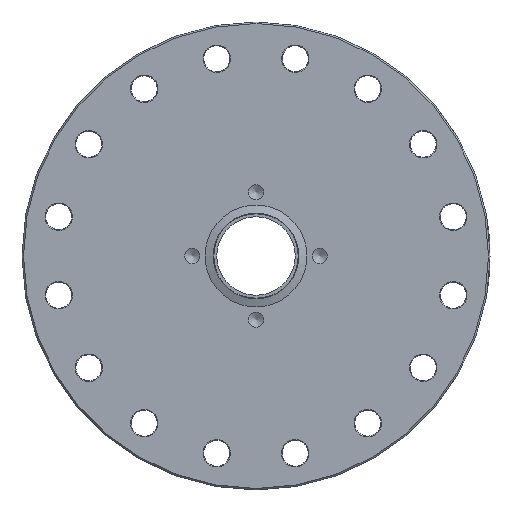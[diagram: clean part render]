
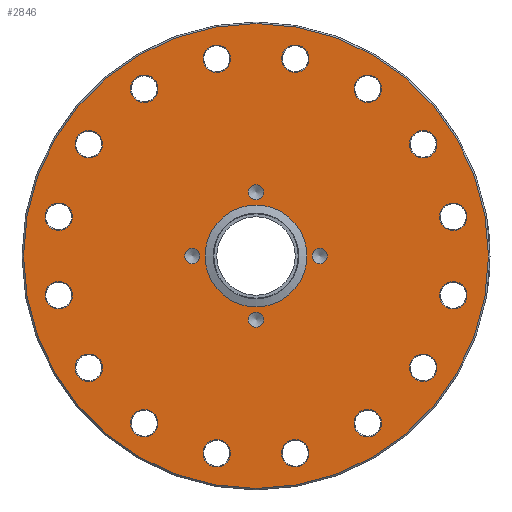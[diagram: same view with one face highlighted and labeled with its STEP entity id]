
A CAD part, front view. The second image highlights one B-rep face of the part: STEP entity #2846.
In plain terms, the highlighted planar face has unit normal (0, -1, 0).
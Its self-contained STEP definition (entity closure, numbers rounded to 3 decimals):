
#215=FACE_BOUND('',#508,.T.);
#216=FACE_BOUND('',#509,.T.);
#217=FACE_BOUND('',#510,.T.);
#218=FACE_BOUND('',#511,.T.);
#219=FACE_BOUND('',#512,.T.);
#220=FACE_BOUND('',#513,.T.);
#221=FACE_BOUND('',#514,.T.);
#222=FACE_BOUND('',#515,.T.);
#223=FACE_BOUND('',#516,.T.);
#224=FACE_BOUND('',#517,.T.);
#225=FACE_BOUND('',#518,.T.);
#226=FACE_BOUND('',#519,.T.);
#227=FACE_BOUND('',#520,.T.);
#228=FACE_BOUND('',#521,.T.);
#229=FACE_BOUND('',#522,.T.);
#230=FACE_BOUND('',#523,.T.);
#231=FACE_BOUND('',#524,.T.);
#232=FACE_BOUND('',#525,.T.);
#233=FACE_BOUND('',#526,.T.);
#234=FACE_BOUND('',#527,.T.);
#235=FACE_BOUND('',#528,.T.);
#261=PLANE('',#3047);
#340=FACE_OUTER_BOUND('',#507,.T.);
#507=EDGE_LOOP('',(#1941));
#508=EDGE_LOOP('',(#1942));
#509=EDGE_LOOP('',(#1943));
#510=EDGE_LOOP('',(#1944));
#511=EDGE_LOOP('',(#1945));
#512=EDGE_LOOP('',(#1946));
#513=EDGE_LOOP('',(#1947));
#514=EDGE_LOOP('',(#1948));
#515=EDGE_LOOP('',(#1949));
#516=EDGE_LOOP('',(#1950));
#517=EDGE_LOOP('',(#1951));
#518=EDGE_LOOP('',(#1952));
#519=EDGE_LOOP('',(#1953));
#520=EDGE_LOOP('',(#1954));
#521=EDGE_LOOP('',(#1955));
#522=EDGE_LOOP('',(#1956));
#523=EDGE_LOOP('',(#1957));
#524=EDGE_LOOP('',(#1958));
#525=EDGE_LOOP('',(#1959));
#526=EDGE_LOOP('',(#1960));
#527=EDGE_LOOP('',(#1961));
#528=EDGE_LOOP('',(#1962));
#1046=CIRCLE('',#3030,2.459);
#1048=CIRCLE('',#3034,2.459);
#1050=CIRCLE('',#3038,2.459);
#1052=CIRCLE('',#3042,2.459);
#1055=CIRCLE('',#3046,75.3);
#1056=CIRCLE('',#3048,4.45);
#1057=CIRCLE('',#3049,4.45);
#1058=CIRCLE('',#3050,4.45);
#1059=CIRCLE('',#3051,4.45);
#1060=CIRCLE('',#3052,4.45);
#1061=CIRCLE('',#3053,4.45);
#1062=CIRCLE('',#3054,4.45);
#1063=CIRCLE('',#3055,4.45);
#1064=CIRCLE('',#3056,16.51);
#1065=CIRCLE('',#3057,4.45);
#1066=CIRCLE('',#3058,4.45);
#1067=CIRCLE('',#3059,4.45);
#1068=CIRCLE('',#3060,4.45);
#1069=CIRCLE('',#3061,4.45);
#1070=CIRCLE('',#3062,4.45);
#1071=CIRCLE('',#3063,4.45);
#1072=CIRCLE('',#3064,4.45);
#1177=VERTEX_POINT('',#3935);
#1180=VERTEX_POINT('',#3944);
#1183=VERTEX_POINT('',#3953);
#1186=VERTEX_POINT('',#3962);
#1189=VERTEX_POINT('',#3970);
#1190=VERTEX_POINT('',#3974);
#1191=VERTEX_POINT('',#3976);
#1192=VERTEX_POINT('',#3978);
#1193=VERTEX_POINT('',#3980);
#1194=VERTEX_POINT('',#3982);
#1195=VERTEX_POINT('',#3984);
#1196=VERTEX_POINT('',#3986);
#1197=VERTEX_POINT('',#3988);
#1198=VERTEX_POINT('',#3990);
#1199=VERTEX_POINT('',#3992);
#1200=VERTEX_POINT('',#3994);
#1201=VERTEX_POINT('',#3996);
#1202=VERTEX_POINT('',#3998);
#1203=VERTEX_POINT('',#4000);
#1204=VERTEX_POINT('',#4002);
#1205=VERTEX_POINT('',#4004);
#1206=VERTEX_POINT('',#4006);
#1467=EDGE_CURVE('',#1177,#1177,#1046,.T.);
#1471=EDGE_CURVE('',#1180,#1180,#1048,.T.);
#1475=EDGE_CURVE('',#1183,#1183,#1050,.T.);
#1479=EDGE_CURVE('',#1186,#1186,#1052,.T.);
#1484=EDGE_CURVE('',#1189,#1189,#1055,.T.);
#1485=EDGE_CURVE('',#1190,#1190,#1056,.T.);
#1486=EDGE_CURVE('',#1191,#1191,#1057,.T.);
#1487=EDGE_CURVE('',#1192,#1192,#1058,.T.);
#1488=EDGE_CURVE('',#1193,#1193,#1059,.T.);
#1489=EDGE_CURVE('',#1194,#1194,#1060,.T.);
#1490=EDGE_CURVE('',#1195,#1195,#1061,.T.);
#1491=EDGE_CURVE('',#1196,#1196,#1062,.T.);
#1492=EDGE_CURVE('',#1197,#1197,#1063,.T.);
#1493=EDGE_CURVE('',#1198,#1198,#1064,.T.);
#1494=EDGE_CURVE('',#1199,#1199,#1065,.T.);
#1495=EDGE_CURVE('',#1200,#1200,#1066,.T.);
#1496=EDGE_CURVE('',#1201,#1201,#1067,.T.);
#1497=EDGE_CURVE('',#1202,#1202,#1068,.T.);
#1498=EDGE_CURVE('',#1203,#1203,#1069,.T.);
#1499=EDGE_CURVE('',#1204,#1204,#1070,.T.);
#1500=EDGE_CURVE('',#1205,#1205,#1071,.T.);
#1501=EDGE_CURVE('',#1206,#1206,#1072,.T.);
#1941=ORIENTED_EDGE('',*,*,#1484,.F.);
#1942=ORIENTED_EDGE('',*,*,#1467,.T.);
#1943=ORIENTED_EDGE('',*,*,#1471,.T.);
#1944=ORIENTED_EDGE('',*,*,#1475,.T.);
#1945=ORIENTED_EDGE('',*,*,#1479,.T.);
#1946=ORIENTED_EDGE('',*,*,#1485,.F.);
#1947=ORIENTED_EDGE('',*,*,#1486,.F.);
#1948=ORIENTED_EDGE('',*,*,#1487,.F.);
#1949=ORIENTED_EDGE('',*,*,#1488,.F.);
#1950=ORIENTED_EDGE('',*,*,#1489,.F.);
#1951=ORIENTED_EDGE('',*,*,#1490,.F.);
#1952=ORIENTED_EDGE('',*,*,#1491,.F.);
#1953=ORIENTED_EDGE('',*,*,#1492,.F.);
#1954=ORIENTED_EDGE('',*,*,#1493,.T.);
#1955=ORIENTED_EDGE('',*,*,#1494,.F.);
#1956=ORIENTED_EDGE('',*,*,#1495,.F.);
#1957=ORIENTED_EDGE('',*,*,#1496,.F.);
#1958=ORIENTED_EDGE('',*,*,#1497,.F.);
#1959=ORIENTED_EDGE('',*,*,#1498,.F.);
#1960=ORIENTED_EDGE('',*,*,#1499,.F.);
#1961=ORIENTED_EDGE('',*,*,#1500,.F.);
#1962=ORIENTED_EDGE('',*,*,#1501,.F.);
#2846=ADVANCED_FACE('',(#340,#215,#216,#217,#218,#219,#220,#221,#222,#223,
#224,#225,#226,#227,#228,#229,#230,#231,#232,#233,#234,#235),#261,.T.);
#3030=AXIS2_PLACEMENT_3D('',#3936,#3280,#3281);
#3034=AXIS2_PLACEMENT_3D('',#3945,#3290,#3291);
#3038=AXIS2_PLACEMENT_3D('',#3954,#3300,#3301);
#3042=AXIS2_PLACEMENT_3D('',#3963,#3310,#3311);
#3046=AXIS2_PLACEMENT_3D('',#3972,#3320,#3321);
#3047=AXIS2_PLACEMENT_3D('',#3973,#3322,#3323);
#3048=AXIS2_PLACEMENT_3D('',#3975,#3324,#3325);
#3049=AXIS2_PLACEMENT_3D('',#3977,#3326,#3327);
#3050=AXIS2_PLACEMENT_3D('',#3979,#3328,#3329);
#3051=AXIS2_PLACEMENT_3D('',#3981,#3330,#3331);
#3052=AXIS2_PLACEMENT_3D('',#3983,#3332,#3333);
#3053=AXIS2_PLACEMENT_3D('',#3985,#3334,#3335);
#3054=AXIS2_PLACEMENT_3D('',#3987,#3336,#3337);
#3055=AXIS2_PLACEMENT_3D('',#3989,#3338,#3339);
#3056=AXIS2_PLACEMENT_3D('',#3991,#3340,#3341);
#3057=AXIS2_PLACEMENT_3D('',#3993,#3342,#3343);
#3058=AXIS2_PLACEMENT_3D('',#3995,#3344,#3345);
#3059=AXIS2_PLACEMENT_3D('',#3997,#3346,#3347);
#3060=AXIS2_PLACEMENT_3D('',#3999,#3348,#3349);
#3061=AXIS2_PLACEMENT_3D('',#4001,#3350,#3351);
#3062=AXIS2_PLACEMENT_3D('',#4003,#3352,#3353);
#3063=AXIS2_PLACEMENT_3D('',#4005,#3354,#3355);
#3064=AXIS2_PLACEMENT_3D('',#4007,#3356,#3357);
#3280=DIRECTION('center_axis',(0.,1.,0.));
#3281=DIRECTION('ref_axis',(0.,0.,1.));
#3290=DIRECTION('center_axis',(0.,1.,0.));
#3291=DIRECTION('ref_axis',(-1.,0.,0.));
#3300=DIRECTION('center_axis',(0.,1.,0.));
#3301=DIRECTION('ref_axis',(0.,0.,-1.));
#3310=DIRECTION('center_axis',(0.,1.,0.));
#3311=DIRECTION('ref_axis',(1.,0.,0.));
#3320=DIRECTION('center_axis',(0.,1.,0.));
#3321=DIRECTION('ref_axis',(1.,0.,0.));
#3322=DIRECTION('center_axis',(0.,-1.,0.));
#3323=DIRECTION('ref_axis',(0.,0.,-1.));
#3324=DIRECTION('center_axis',(0.,-1.,0.));
#3325=DIRECTION('ref_axis',(0.924,0.,0.383));
#3326=DIRECTION('center_axis',(0.,-1.,0.));
#3327=DIRECTION('ref_axis',(0.383,0.,0.924));
#3328=DIRECTION('center_axis',(0.,-1.,0.));
#3329=DIRECTION('ref_axis',(-0.383,0.,0.924));
#3330=DIRECTION('center_axis',(0.,-1.,0.));
#3331=DIRECTION('ref_axis',(-0.924,0.,0.383));
#3332=DIRECTION('center_axis',(0.,-1.,0.));
#3333=DIRECTION('ref_axis',(-0.924,0.,-0.383));
#3334=DIRECTION('center_axis',(0.,-1.,0.));
#3335=DIRECTION('ref_axis',(-0.383,0.,-0.924));
#3336=DIRECTION('center_axis',(0.,-1.,0.));
#3337=DIRECTION('ref_axis',(0.383,0.,-0.924));
#3338=DIRECTION('center_axis',(0.,-1.,0.));
#3339=DIRECTION('ref_axis',(0.924,0.,-0.383));
#3340=DIRECTION('center_axis',(0.,1.,0.));
#3341=DIRECTION('ref_axis',(1.,0.,0.));
#3342=DIRECTION('center_axis',(0.,-1.,0.));
#3343=DIRECTION('ref_axis',(1.,0.,0.));
#3344=DIRECTION('center_axis',(0.,-1.,0.));
#3345=DIRECTION('ref_axis',(0.707,0.,-0.707));
#3346=DIRECTION('center_axis',(0.,-1.,0.));
#3347=DIRECTION('ref_axis',(0.,0.,-1.));
#3348=DIRECTION('center_axis',(0.,-1.,0.));
#3349=DIRECTION('ref_axis',(-0.707,0.,-0.707));
#3350=DIRECTION('center_axis',(0.,-1.,0.));
#3351=DIRECTION('ref_axis',(-1.,0.,0.));
#3352=DIRECTION('center_axis',(0.,-1.,0.));
#3353=DIRECTION('ref_axis',(-0.707,0.,0.707));
#3354=DIRECTION('center_axis',(0.,-1.,0.));
#3355=DIRECTION('ref_axis',(0.,0.,1.));
#3356=DIRECTION('center_axis',(0.,-1.,0.));
#3357=DIRECTION('ref_axis',(0.707,0.,0.707));
#3935=CARTESIAN_POINT('',(0.,0.,18.192));
#3936=CARTESIAN_POINT('Origin',(0.,0.,
20.65));
#3944=CARTESIAN_POINT('',(-18.192,0.,0.));
#3945=CARTESIAN_POINT('Origin',(-20.65,0.,0.));
#3953=CARTESIAN_POINT('',(0.,0.,-18.192));
#3954=CARTESIAN_POINT('Origin',(0.,0.,
-20.65));
#3962=CARTESIAN_POINT('',(18.192,0.,0.));
#3963=CARTESIAN_POINT('Origin',(20.65,0.,0.));
#3970=CARTESIAN_POINT('',(-75.3,0.,0.));
#3972=CARTESIAN_POINT('Origin',(0.,0.,0.));
#3973=CARTESIAN_POINT('Origin',(-75.8,0.,0.));
#3974=CARTESIAN_POINT('',(59.787,0.,11.007));
#3975=CARTESIAN_POINT('Origin',(63.898,0.,
12.71));
#3976=CARTESIAN_POINT('',(34.492,0.,50.059));
#3977=CARTESIAN_POINT('Origin',(36.195,0.,54.17));
#3978=CARTESIAN_POINT('',(-11.007,0.,59.787));
#3979=CARTESIAN_POINT('Origin',(-12.71,0.,
63.898));
#3980=CARTESIAN_POINT('',(-50.059,0.,34.492));
#3981=CARTESIAN_POINT('Origin',(-54.17,0.,
36.195));
#3982=CARTESIAN_POINT('',(-59.787,0.,-11.007));
#3983=CARTESIAN_POINT('Origin',(-63.898,0.,
-12.71));
#3984=CARTESIAN_POINT('',(-34.492,0.,-50.059));
#3985=CARTESIAN_POINT('Origin',(-36.195,0.,
-54.17));
#3986=CARTESIAN_POINT('',(11.007,0.,-59.787));
#3987=CARTESIAN_POINT('Origin',(12.71,0.,
-63.898));
#3988=CARTESIAN_POINT('',(50.059,0.,-34.492));
#3989=CARTESIAN_POINT('Origin',(54.17,0.,
-36.195));
#3990=CARTESIAN_POINT('',(16.51,0.,0.));
#3991=CARTESIAN_POINT('Origin',(0.,0.,0.));
#3992=CARTESIAN_POINT('',(59.448,0.,-12.71));
#3993=CARTESIAN_POINT('Origin',(63.898,0.,
-12.71));
#3994=CARTESIAN_POINT('',(33.049,0.,-51.024));
#3995=CARTESIAN_POINT('Origin',(36.195,0.,
-54.17));
#3996=CARTESIAN_POINT('',(-12.71,0.,-59.448));
#3997=CARTESIAN_POINT('Origin',(-12.71,0.,
-63.898));
#3998=CARTESIAN_POINT('',(-51.024,0.,-33.049));
#3999=CARTESIAN_POINT('Origin',(-54.17,0.,
-36.195));
#4000=CARTESIAN_POINT('',(-59.448,0.,12.71));
#4001=CARTESIAN_POINT('Origin',(-63.898,0.,
12.71));
#4002=CARTESIAN_POINT('',(-33.049,0.,51.024));
#4003=CARTESIAN_POINT('Origin',(-36.195,0.,
54.17));
#4004=CARTESIAN_POINT('',(12.71,0.,59.448));
#4005=CARTESIAN_POINT('Origin',(12.71,0.,
63.898));
#4006=CARTESIAN_POINT('',(51.024,0.,33.049));
#4007=CARTESIAN_POINT('Origin',(54.17,0.,
36.195));
